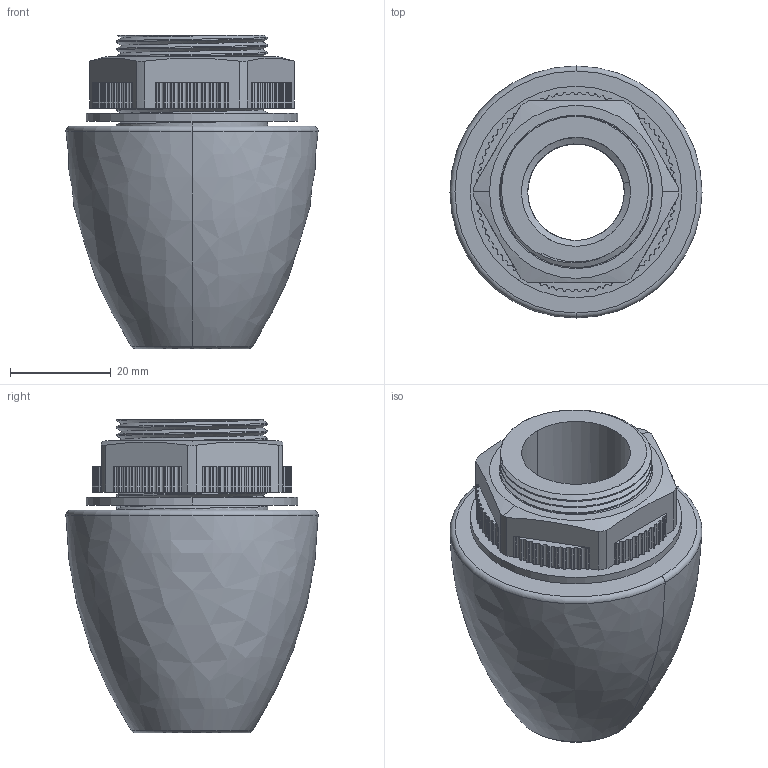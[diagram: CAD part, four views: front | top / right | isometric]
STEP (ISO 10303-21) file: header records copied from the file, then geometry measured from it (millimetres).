
FILE_DESCRIPTION((''),'2;1');
FILE_NAME('200648_ASM','2017-06-21T',('PDMAdmin'),('BANNER ENGINEERING'),'CREO PARAMETRIC BY PTC INC, 2016260','CREO PARAMETRIC BY PTC INC, 2016260','');
FILE_SCHEMA(('CONFIG_CONTROL_DESIGN'));
Products named in the file (4): 131925; 27772; 08249; 200648_ASM
Assembly tree (3 placements, depth 2):
  200648_ASM
    131925
    27772
    08249
Bounding box: 49.99 x 49.99 x 62.1 mm (x, y, z)
Volume: 58266.6 mm3; surface area: 21995.4 mm2
Topology: 3 solids, 4 shells, 395 faces, 1117 edges, 735 vertices
Faces by surface type: cylinder 205, plane 164, bspline 20, torus 4, cone 2
Entity records: 19480 total; most frequent: CARTESIAN_POINT 9102, ORIENTED_EDGE 2230, DIRECTION 2095, EDGE_CURVE 1117, VERTEX_POINT 735, AXIS2_PLACEMENT_3D 721, VECTOR 653, LINE 653
